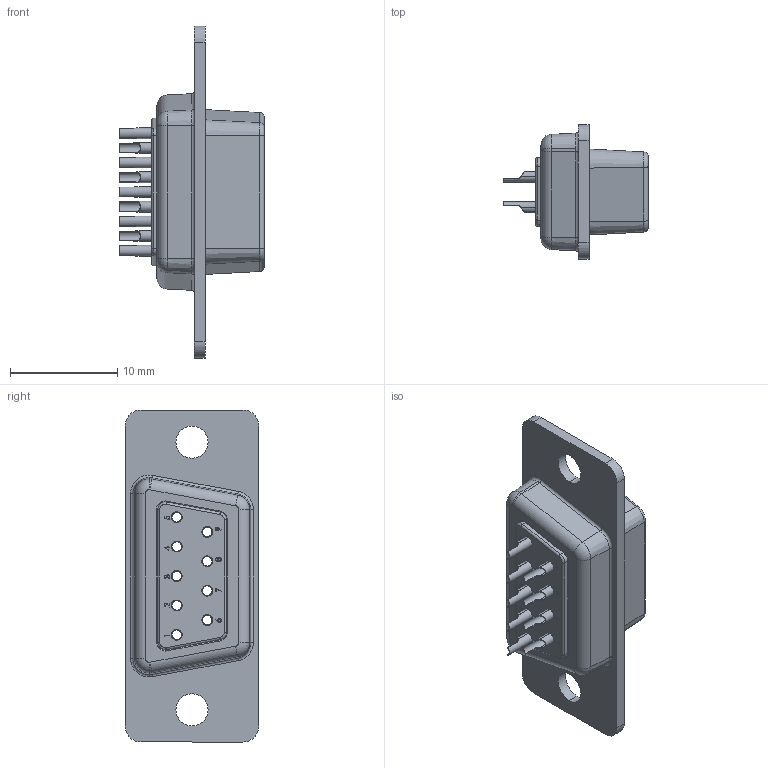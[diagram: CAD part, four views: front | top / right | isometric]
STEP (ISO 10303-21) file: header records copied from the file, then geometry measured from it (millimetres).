
FILE_DESCRIPTION (( 'STEP AP203' ), '1' );
FILE_NAME ('DB9 female connector.STEP', '2012-03-22T10:55:22', ( '' ), ( '' ), 'SwSTEP 2.0', 'SolidWorks 2008', '' );
FILE_SCHEMA (( 'CONFIG_CONTROL_DESIGN' ));
Length unit declared in the file: inch
Products named in the file (1): DB9 female connector
Bounding box: 13.55 x 12.5 x 31 mm (x, y, z)
Volume: 1549.2 mm3; surface area: 2353.6 mm2
Topology: 2 solids, 2 shells, 472 faces, 1228 edges, 798 vertices
Faces by surface type: plane 190, bspline 126, cylinder 114, torus 31, cone 11
Entity records: 20652 total; most frequent: CARTESIAN_POINT 9819, ORIENTED_EDGE 2456, DIRECTION 1811, EDGE_CURVE 1228, VERTEX_POINT 798, VECTOR 655, LINE 655, AXIS2_PLACEMENT_3D 578
